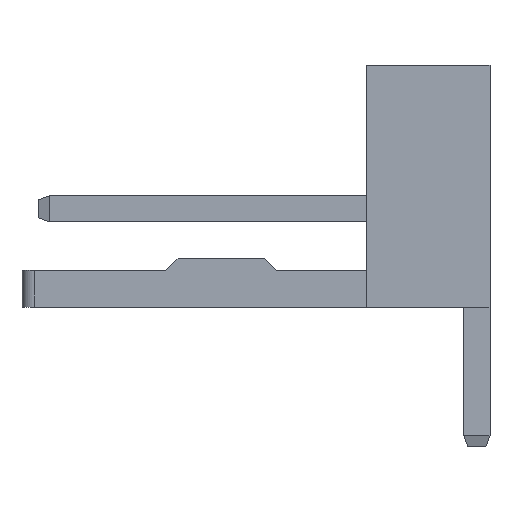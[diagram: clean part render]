
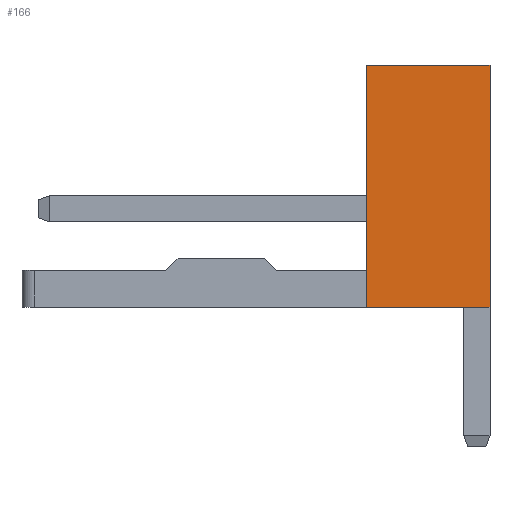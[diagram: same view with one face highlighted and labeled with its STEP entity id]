
A CAD part, left-side view. The second image highlights one B-rep face of the part: STEP entity #166.
In plain terms, the highlighted planar face has unit normal (-1, 0, 0).
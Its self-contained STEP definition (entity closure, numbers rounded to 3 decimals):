
#166=ADVANCED_FACE('',(#762),#764,.T.);
#762=FACE_BOUND('',#763,.T.);
#763=EDGE_LOOP('',(#1244,#1245,#1246,#1247));
#764=PLANE('',#765);
#765=AXIS2_PLACEMENT_3D('',#766,#767,#768);
#766=CARTESIAN_POINT('',(-1.27,-0.32,0.));
#767=DIRECTION('',(-1.,0.,0.));
#768=DIRECTION('',(0.,0.,1.));
#1244=ORIENTED_EDGE('',*,*,#1561,.T.);
#1245=ORIENTED_EDGE('',*,*,#1562,.T.);
#1246=ORIENTED_EDGE('',*,*,#1514,.F.);
#1247=ORIENTED_EDGE('',*,*,#1509,.F.);
#1509=EDGE_CURVE('',#1693,#1695,#1696,.T.);
#1514=EDGE_CURVE('',#1695,#1704,#1705,.T.);
#1561=EDGE_CURVE('',#1693,#1785,#1787,.T.);
#1562=EDGE_CURVE('',#1785,#1704,#1788,.T.);
#1693=VERTEX_POINT('',#2001);
#1695=VERTEX_POINT('',#2005);
#1696=LINE('',#2006,#2007);
#1704=VERTEX_POINT('',#2024);
#1705=LINE('',#2025,#2026);
#1785=VERTEX_POINT('',#2197);
#1787=LINE('',#2201,#2202);
#1788=LINE('',#2204,#2205);
#2001=CARTESIAN_POINT('',(-1.27,-0.32,0.));
#2005=CARTESIAN_POINT('',(-1.27,2.68,0.));
#2006=CARTESIAN_POINT('',(-1.27,-0.32,0.));
#2007=VECTOR('',#2008,1.);
#2008=DIRECTION('',(0.,1.,0.));
#2024=CARTESIAN_POINT('',(-1.27,2.68,5.9));
#2025=CARTESIAN_POINT('',(-1.27,2.68,0.));
#2026=VECTOR('',#2027,1.);
#2027=DIRECTION('',(0.,0.,1.));
#2197=CARTESIAN_POINT('',(-1.27,-0.32,5.9));
#2201=CARTESIAN_POINT('',(-1.27,-0.32,0.));
#2202=VECTOR('',#2203,1.);
#2203=DIRECTION('',(0.,0.,1.));
#2204=CARTESIAN_POINT('',(-1.27,-0.32,5.9));
#2205=VECTOR('',#2206,1.);
#2206=DIRECTION('',(0.,1.,0.));
